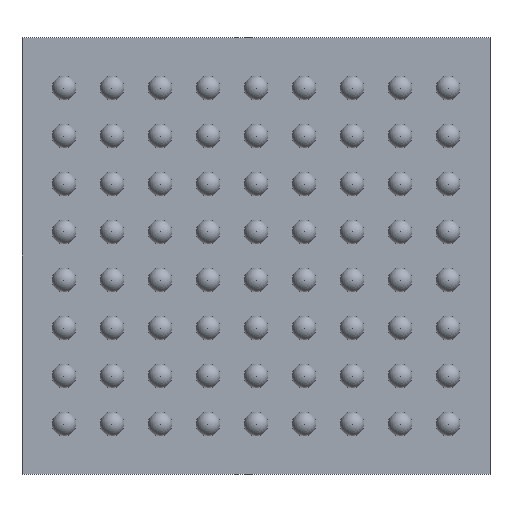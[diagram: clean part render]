
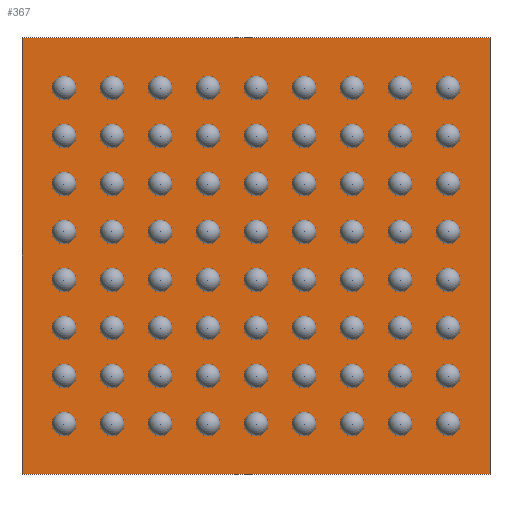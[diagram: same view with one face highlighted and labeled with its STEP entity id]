
A CAD part, front view. The second image highlights one B-rep face of the part: STEP entity #367.
In plain terms, the highlighted planar face has unit normal (0, -1, 0).
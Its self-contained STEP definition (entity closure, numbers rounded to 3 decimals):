
#331 = EDGE_CURVE('',#332,#334,#336,.T.);
#332 = VERTEX_POINT('',#333);
#333 = CARTESIAN_POINT('',(-1.95,0.16,1.82));
#334 = VERTEX_POINT('',#335);
#335 = CARTESIAN_POINT('',(-1.95,0.16,-1.82));
#336 = LINE('',#337,#338);
#337 = CARTESIAN_POINT('',(-1.95,0.16,1.82));
#338 = VECTOR('',#339,1.);
#339 = DIRECTION('',(0.,0.,-1.));
#367 = ADVANCED_FACE('',(#368),#393,.F.);
#368 = FACE_BOUND('',#369,.T.);
#369 = EDGE_LOOP('',(#370,#371,#379,#387));
#370 = ORIENTED_EDGE('',*,*,#331,.T.);
#371 = ORIENTED_EDGE('',*,*,#372,.T.);
#372 = EDGE_CURVE('',#334,#373,#375,.T.);
#373 = VERTEX_POINT('',#374);
#374 = CARTESIAN_POINT('',(1.95,0.16,-1.82));
#375 = LINE('',#376,#377);
#376 = CARTESIAN_POINT('',(-1.95,0.16,-1.82));
#377 = VECTOR('',#378,1.);
#378 = DIRECTION('',(1.,0.,0.));
#379 = ORIENTED_EDGE('',*,*,#380,.T.);
#380 = EDGE_CURVE('',#373,#381,#383,.T.);
#381 = VERTEX_POINT('',#382);
#382 = CARTESIAN_POINT('',(1.95,0.16,1.82));
#383 = LINE('',#384,#385);
#384 = CARTESIAN_POINT('',(1.95,0.16,-1.82));
#385 = VECTOR('',#386,1.);
#386 = DIRECTION('',(0.,0.,1.));
#387 = ORIENTED_EDGE('',*,*,#388,.T.);
#388 = EDGE_CURVE('',#381,#332,#389,.T.);
#389 = LINE('',#390,#391);
#390 = CARTESIAN_POINT('',(1.95,0.16,1.82));
#391 = VECTOR('',#392,1.);
#392 = DIRECTION('',(-1.,0.,0.));
#393 = PLANE('',#394);
#394 = AXIS2_PLACEMENT_3D('',#395,#396,#397);
#395 = CARTESIAN_POINT('',(0.,0.16,0.));
#396 = DIRECTION('',(0.,1.,0.));
#397 = DIRECTION('',(0.,0.,1.));
